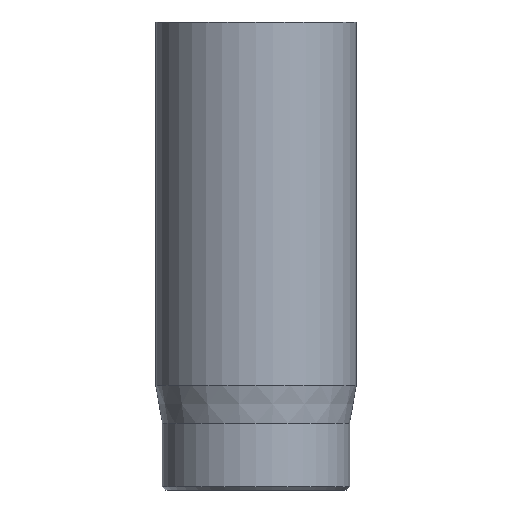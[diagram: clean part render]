
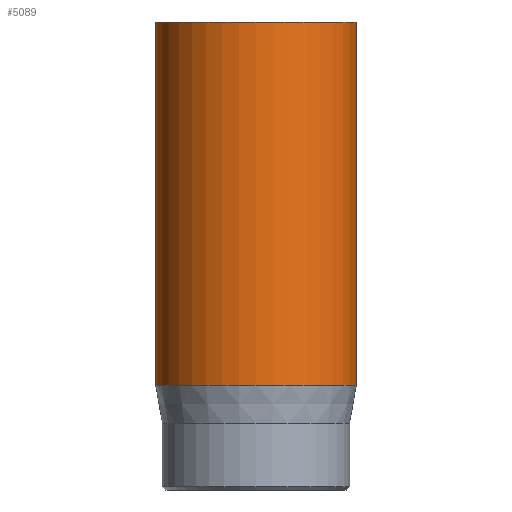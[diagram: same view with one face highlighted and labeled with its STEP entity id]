
A CAD part, front view. The second image highlights one B-rep face of the part: STEP entity #5089.
In plain terms, the highlighted cylindrical face has radius 1.5 mm (diameter 3 mm), a full revolution.
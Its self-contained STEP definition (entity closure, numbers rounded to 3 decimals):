
#620=CYLINDRICAL_SURFACE('',#5282,1.5);
#877=FACE_OUTER_BOUND('',#1173,.T.);
#1173=EDGE_LOOP('',(#4714,#4715,#4716,#4717,#4718));
#1586=LINE('',#9457,#2009);
#2009=VECTOR('',#5941,1.5);
#2047=CIRCLE('',#5266,1.5);
#2053=CIRCLE('',#5280,1.5);
#2054=CIRCLE('',#5281,1.5);
#2529=VERTEX_POINT('',#9428);
#2535=VERTEX_POINT('',#9451);
#2536=VERTEX_POINT('',#9452);
#3261=EDGE_CURVE('',#2529,#2529,#2047,.T.);
#3270=EDGE_CURVE('',#2535,#2536,#2053,.T.);
#3271=EDGE_CURVE('',#2536,#2535,#2054,.T.);
#3273=EDGE_CURVE('',#2529,#2535,#1586,.T.);
#4714=ORIENTED_EDGE('',*,*,#3261,.T.);
#4715=ORIENTED_EDGE('',*,*,#3273,.T.);
#4716=ORIENTED_EDGE('',*,*,#3270,.T.);
#4717=ORIENTED_EDGE('',*,*,#3271,.T.);
#4718=ORIENTED_EDGE('',*,*,#3273,.F.);
#5089=ADVANCED_FACE('',(#877),#620,.T.);
#5266=AXIS2_PLACEMENT_3D('',#9429,#5903,#5904);
#5280=AXIS2_PLACEMENT_3D('',#9453,#5934,#5935);
#5281=AXIS2_PLACEMENT_3D('',#9454,#5936,#5937);
#5282=AXIS2_PLACEMENT_3D('',#9456,#5939,#5940);
#5903=DIRECTION('center_axis',(0.,0.,-1.));
#5904=DIRECTION('ref_axis',(-1.,0.,0.));
#5934=DIRECTION('center_axis',(0.,0.,1.));
#5935=DIRECTION('ref_axis',(-1.,0.,0.));
#5936=DIRECTION('center_axis',(0.,0.,1.));
#5937=DIRECTION('ref_axis',(-1.,0.,0.));
#5939=DIRECTION('center_axis',(0.,0.,1.));
#5940=DIRECTION('ref_axis',(-1.,0.,0.));
#5941=DIRECTION('',(0.,0.,-1.));
#9428=CARTESIAN_POINT('',(1.5,0.,7.));
#9429=CARTESIAN_POINT('Origin',(0.,0.,7.));
#9451=CARTESIAN_POINT('',(1.5,0.,1.567));
#9452=CARTESIAN_POINT('',(-1.5,0.,1.567));
#9453=CARTESIAN_POINT('Origin',(0.,0.,1.567));
#9454=CARTESIAN_POINT('Origin',(0.,0.,1.567));
#9456=CARTESIAN_POINT('Origin',(0.,0.,0.));
#9457=CARTESIAN_POINT('',(1.5,0.,0.));
